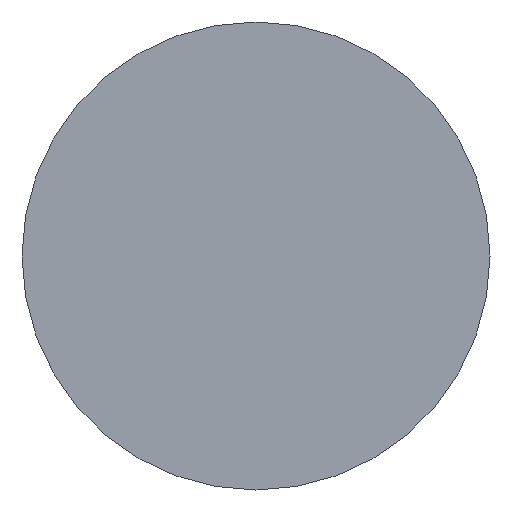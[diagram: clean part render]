
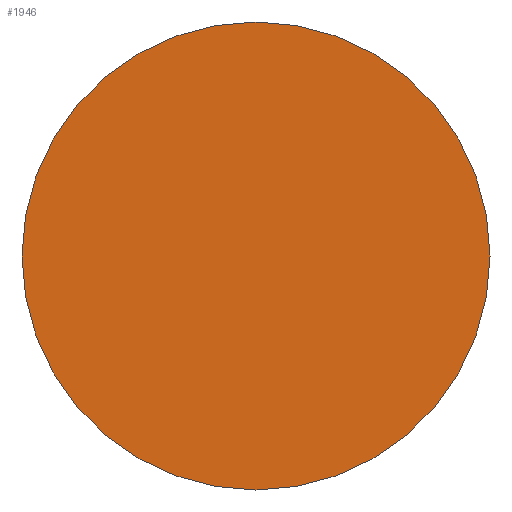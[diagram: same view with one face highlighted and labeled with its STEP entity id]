
A CAD part, left-side view. The second image highlights one B-rep face of the part: STEP entity #1946.
In plain terms, the highlighted planar face has unit normal (-1, 0, 0).
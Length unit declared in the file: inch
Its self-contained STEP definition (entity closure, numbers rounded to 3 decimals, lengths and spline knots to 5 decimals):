
#364 = CARTESIAN_POINT ( 'NONE',  ( 0., 2.625, 0. ) ) ;
#460 = DIRECTION ( 'NONE',  ( 1., 0., 0. ) ) ;
#490 = EDGE_LOOP ( 'NONE', ( #3183, #3039 ) ) ;
#713 = CARTESIAN_POINT ( 'NONE',  ( 0., 0., 2.625 ) ) ;
#729 = CARTESIAN_POINT ( 'NONE',  ( 0., 0., 0. ) ) ;
#843 = EDGE_CURVE ( 'NONE', #3010, #930, #2389, .T. ) ;
#930 = VERTEX_POINT ( 'NONE', #4094 ) ;
#1021 = DIRECTION ( 'NONE',  ( 0., 0., 1. ) ) ;
#1205 = EDGE_CURVE ( 'NONE', #930, #3010, #1212, .T. ) ;
#1212 = CIRCLE ( 'NONE', #3874, 2.625 ) ;
#1408 = AXIS2_PLACEMENT_3D ( 'NONE', #4314, #3325, #1021 ) ;
#1694 = DIRECTION ( 'NONE',  ( 0., 0., 1. ) ) ;
#1946 = ADVANCED_FACE ( 'NONE', ( #4072 ), #2760, .F. ) ;
#1999 = DIRECTION ( 'NONE',  ( -1., 0., 0. ) ) ;
#2389 = CIRCLE ( 'NONE', #1408, 2.625 ) ;
#2760 = PLANE ( 'NONE',  #2804 ) ;
#2804 = AXIS2_PLACEMENT_3D ( 'NONE', #364, #460, #3433 ) ;
#3010 = VERTEX_POINT ( 'NONE', #713 ) ;
#3039 = ORIENTED_EDGE ( 'NONE', *, *, #1205, .T. ) ;
#3183 = ORIENTED_EDGE ( 'NONE', *, *, #843, .T. ) ;
#3325 = DIRECTION ( 'NONE',  ( -1., 0., 0. ) ) ;
#3433 = DIRECTION ( 'NONE',  ( 0., 0., -1. ) ) ;
#3874 = AXIS2_PLACEMENT_3D ( 'NONE', #729, #1999, #1694 ) ;
#4072 = FACE_OUTER_BOUND ( 'NONE', #490, .T. ) ;
#4094 = CARTESIAN_POINT ( 'NONE',  ( 0., 0., -2.625 ) ) ;
#4314 = CARTESIAN_POINT ( 'NONE',  ( 0., 0., 0. ) ) ;
